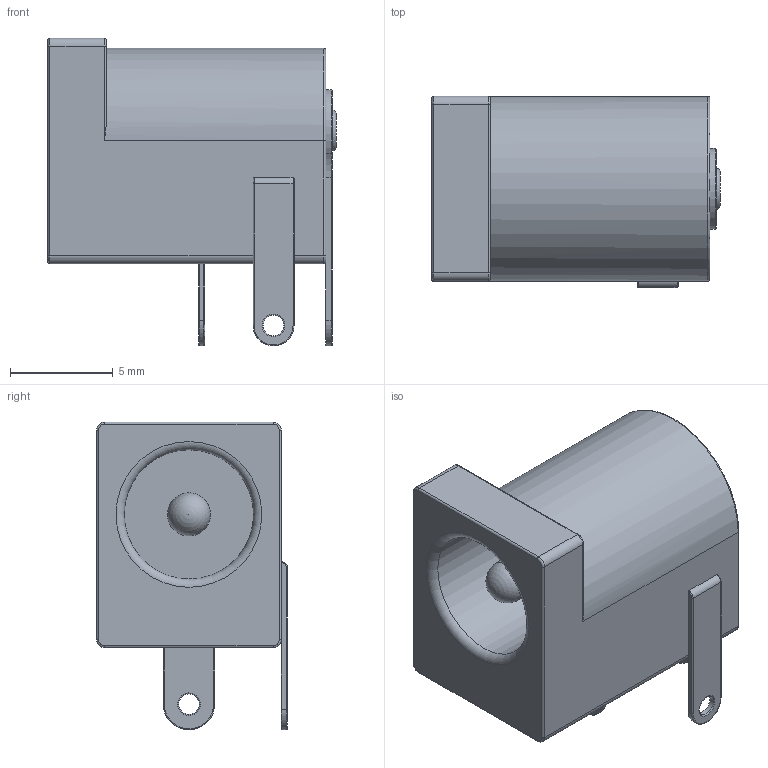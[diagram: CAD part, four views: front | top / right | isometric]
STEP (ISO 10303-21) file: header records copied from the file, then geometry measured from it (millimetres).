
FILE_DESCRIPTION(/* description */ (''),/* implementation_level */ '2;1');
FILE_NAME(/* name */ 'DC-IN-TH_DC005.step',/* time_stamp */ '2023-09-15T23:35:03+02:00',/* author */ (''),/* organization */ (''),/* preprocessor_version */ 'ST-DEVELOPER v20',/* originating_system */ 'Autodesk Translation Framework v12.9.0.99',/* authorisation */ '');
FILE_SCHEMA (('AUTOMOTIVE_DESIGN { 1 0 10303 214 3 1 1 }'));
Length unit declared in the file: millimetre
Products named in the file (2): DC-IN-TH_DC005; SOLID (1)
Assembly tree (1 placements, depth 2):
  DC-IN-TH_DC005
    SOLID (1)
Bounding box: 14.05 x 9.3 x 15 mm (x, y, z)
Volume: 947.2 mm3; surface area: 985 mm2
Topology: 1 solids, 1 shells, 82 faces, 191 edges, 114 vertices
Faces by surface type: cylinder 36, torus 24, plane 21, sphere 1
Full cylindrical faces by diameter (mm): 1 x3, 1.2 x1, 2.1 x1, 6.3 x1
Entity records: 2519 total; most frequent: DIRECTION 466, CARTESIAN_POINT 399, ORIENTED_EDGE 380, AXIS2_PLACEMENT_3D 193, EDGE_CURVE 190, VERTEX_POINT 114, CIRCLE 108, EDGE_LOOP 92
